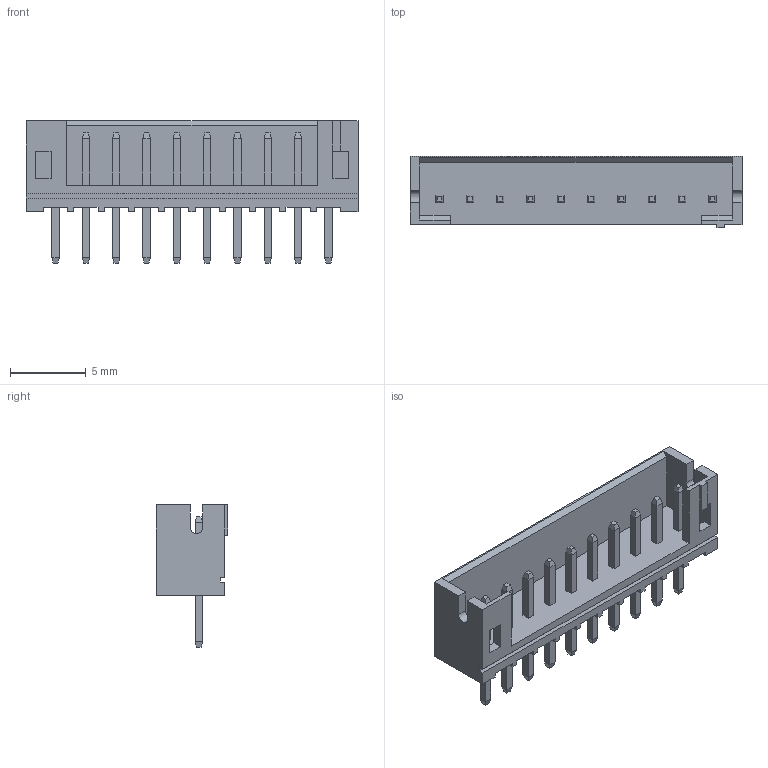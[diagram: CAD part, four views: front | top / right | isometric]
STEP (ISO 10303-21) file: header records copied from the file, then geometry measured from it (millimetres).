
FILE_DESCRIPTION(('STEP AP214'), '1');
FILE_NAME('BxB-PH-K-S', '', ('UNSPECIFIED'), ('UNSPECIFIED'), 'ASCON STEP Converter 1.6', 'ASCON Math Kernel', '');
FILE_SCHEMA(('AUTOMOTIVE_DESIGN { 1 0 10303 214 3 1 1}'));
Length unit declared in the file: millimetre
Bounding box: 21.9 x 4.7 x 9.4 mm (x, y, z)
Volume: 231.2 mm3; surface area: 745.3 mm2
Topology: 1 solids, 1 shells, 258 faces, 636 edges, 397 vertices
Faces by surface type: plane 256, cylinder 2
Entity records: 9468 total; most frequent: CARTESIAN_POINT 1292, ORIENTED_EDGE 1272, DIRECTION 1158, EDGE_CURVE 636, LINE 632, VECTOR 632, VERTEX_POINT 397, FACE_BOUND 279
